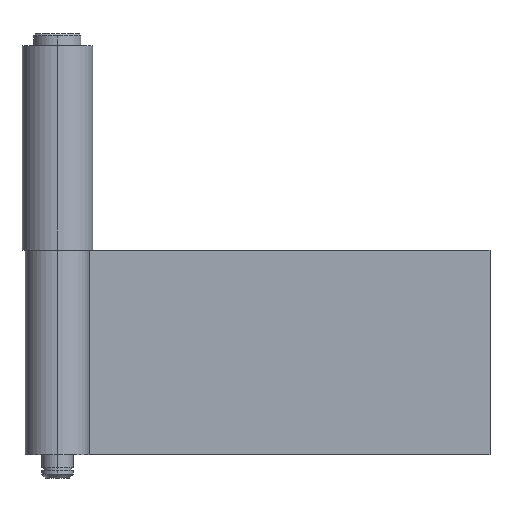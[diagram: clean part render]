
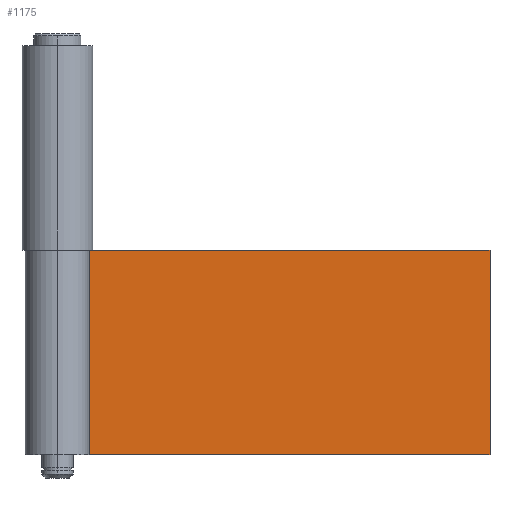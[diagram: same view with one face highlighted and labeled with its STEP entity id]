
A CAD part, top view. The second image highlights one B-rep face of the part: STEP entity #1175.
In plain terms, the highlighted face is planar.
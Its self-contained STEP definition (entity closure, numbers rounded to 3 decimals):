
#73 = DIRECTION ( 'NONE',  ( 0., -1., 0. ) ) ;
#74 = VECTOR ( 'NONE', #73, 1000. ) ;
#75 = CARTESIAN_POINT ( 'NONE',  ( 8.15, 52., -0.05 ) ) ;
#80 = LINE ( 'NONE', #75, #74 ) ;
#202 = CARTESIAN_POINT ( 'NONE',  ( 8.15, 52., -0.05 ) ) ;
#245 = CARTESIAN_POINT ( 'NONE',  ( 110., 0., -0.05 ) ) ;
#246 = DIRECTION ( 'NONE',  ( -1., 0., 0. ) ) ;
#247 = VECTOR ( 'NONE', #246, 1000. ) ;
#248 = CARTESIAN_POINT ( 'NONE',  ( 8.15, 0., -0.05 ) ) ;
#253 = LINE ( 'NONE', #248, #247 ) ;
#261 = CARTESIAN_POINT ( 'NONE',  ( 8.15, 0., -0.05 ) ) ;
#278 = DIRECTION ( 'NONE',  ( 1., 0., 0. ) ) ;
#279 = DIRECTION ( 'NONE',  ( 0., 0., 1. ) ) ;
#280 = CARTESIAN_POINT ( 'NONE',  ( 8.15, 52., -0.05 ) ) ;
#281 = AXIS2_PLACEMENT_3D ( 'NONE', #280, #279, #278 ) ;
#282 = PLANE ( 'NONE',  #281 ) ;
#283 = FACE_OUTER_BOUND ( 'NONE', #1176, .T. ) ;
#284 = DIRECTION ( 'NONE',  ( 0., -1., 0. ) ) ;
#285 = VECTOR ( 'NONE', #284, 1000. ) ;
#286 = CARTESIAN_POINT ( 'NONE',  ( 110., 52., -0.05 ) ) ;
#287 = LINE ( 'NONE', #286, #285 ) ;
#288 = DIRECTION ( 'NONE',  ( -1., 0., 0. ) ) ;
#289 = VECTOR ( 'NONE', #288, 1000. ) ;
#290 = CARTESIAN_POINT ( 'NONE',  ( 8.15, 52., -0.05 ) ) ;
#291 = LINE ( 'NONE', #290, #289 ) ;
#292 = CARTESIAN_POINT ( 'NONE',  ( 110., 52., -0.05 ) ) ;
#1061 = EDGE_CURVE ( 'NONE', #1102, #1140, #80, .T. ) ;
#1073 = ORIENTED_EDGE ( 'NONE', *, *, #1169, .F. ) ;
#1074 = ORIENTED_EDGE ( 'NONE', *, *, #1172, .T. ) ;
#1102 = VERTEX_POINT ( 'NONE', #202 ) ;
#1140 = VERTEX_POINT ( 'NONE', #261 ) ;
#1152 = EDGE_CURVE ( 'NONE', #1153, #1140, #253, .T. ) ;
#1153 = VERTEX_POINT ( 'NONE', #245 ) ;
#1167 = VERTEX_POINT ( 'NONE', #292 ) ;
#1169 = EDGE_CURVE ( 'NONE', #1167, #1102, #291, .T. ) ;
#1172 = EDGE_CURVE ( 'NONE', #1167, #1153, #287, .T. ) ;
#1175 = ADVANCED_FACE ( 'NONE', ( #283 ), #282, .F. ) ;
#1176 = EDGE_LOOP ( 'NONE', ( #1177, #1178, #1073, #1074 ) ) ;
#1177 = ORIENTED_EDGE ( 'NONE', *, *, #1152, .T. ) ;
#1178 = ORIENTED_EDGE ( 'NONE', *, *, #1061, .F. ) ;
